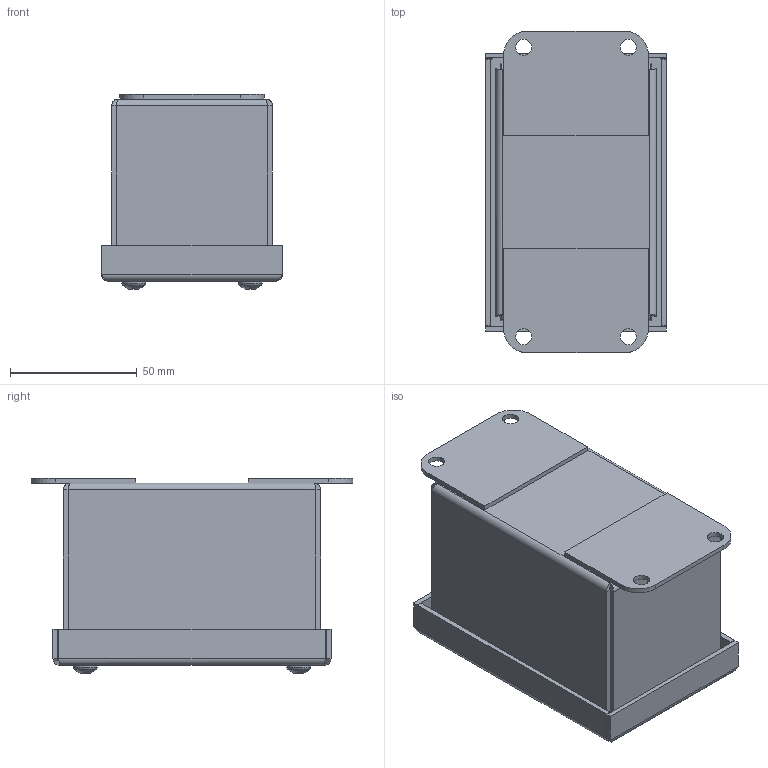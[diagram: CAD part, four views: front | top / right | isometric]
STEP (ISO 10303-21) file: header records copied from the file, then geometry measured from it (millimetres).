
FILE_DESCRIPTION(/* description */ ('2.81 X 4.32 LID'),/* implementation_level */ '2;1');
FILE_NAME(/* name */ 'PSL1.stp',/* time_stamp */ '2017-01-30T15:19:21+06:00',/* author */ ('vdas'),/* organization */ (''),/* preprocessor_version */ 'ST-DEVELOPER v16.1',/* originating_system */ 'Autodesk Inventor 2016',/* authorisation */ '');
FILE_SCHEMA (('AUTOMOTIVE_DESIGN { 1 0 10303 214 3 1 1 }'));
Length unit declared in the file: inch
Products named in the file (9): PSL1LID; 372163; 39077; PSL1BKP; 34984; 38837; 316267; 34837; PSL1
Assembly tree (19 placements, depth 2):
  PSL1
    PSL1LID
    372163  x4
    39077  x4
    PSL1BKP
    34984  x4
    38837  x2
    316267
    34837  x2
Bounding box: 71.37 x 127 x 77.11 mm (x, y, z)
Volume: 104663.4 mm3; surface area: 107095.5 mm2
Topology: 19 solids, 19 shells, 498 faces, 1208 edges, 762 vertices
Faces by surface type: plane 276, cylinder 108, cone 66, torus 24, bspline 20, sphere 4
Full cylindrical faces by diameter (mm): 3.962 x4, 4.826 x6, 4.978 x4, 6.299 x4, 6.35 x6, 6.528 x4, 7.061 x4, 7.137 x4, 7.95 x4, 9.474 x4, 10.312 x4, 11.506 x4
Entity records: 8674 total; most frequent: CARTESIAN_POINT 2248, DIRECTION 1224, ORIENTED_EDGE 1206, EDGE_CURVE 603, AXIS2_PLACEMENT_3D 427, VERTEX_POINT 385, LINE 370, VECTOR 370
